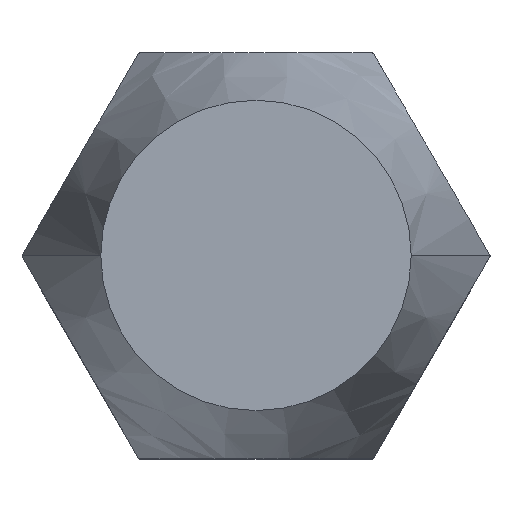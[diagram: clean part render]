
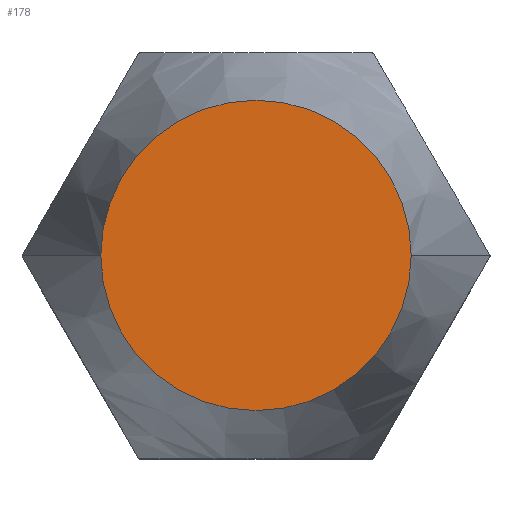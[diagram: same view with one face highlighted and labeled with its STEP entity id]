
A CAD part, top view. The second image highlights one B-rep face of the part: STEP entity #178.
In plain terms, the highlighted planar face has unit normal (0, 0, 1).
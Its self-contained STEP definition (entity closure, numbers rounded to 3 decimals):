
#178=ADVANCED_FACE('',(#451),#452,.T.);
#214=VERTEX_POINT('',#492);
#242=EDGE_CURVE('',#214,#390,#524,.T.);
#270=EDGE_CURVE('',#390,#214,#554,.T.);
#390=VERTEX_POINT('',#688);
#451=FACE_OUTER_BOUND('',#746,.T.);
#452=PLANE('',#747);
#492=CARTESIAN_POINT('',(6.5,0.,20.0));
#524=CIRCLE('',#852,6.5);
#554=CIRCLE('',#921,6.5);
#688=CARTESIAN_POINT('',(-6.5,0.,20.0));
#746=EDGE_LOOP('',(#1167,#1168));
#747=AXIS2_PLACEMENT_3D('',#1169,#1170,#1171);
#852=AXIS2_PLACEMENT_3D('',#1282,#1283,#1284);
#921=AXIS2_PLACEMENT_3D('',#1315,#1316,#1317);
#1167=ORIENTED_EDGE('',*,*,#270,.T.);
#1168=ORIENTED_EDGE('',*,*,#242,.T.);
#1169=CARTESIAN_POINT('',(-3.25,0.,20.0));
#1170=DIRECTION('',(0.0,0.0,1.0));
#1171=DIRECTION('',(-1.0,0.,0.0));
#1282=CARTESIAN_POINT('',(0.,0.,20.0));
#1283=DIRECTION('',(0.0,0.0,1.0));
#1284=DIRECTION('',(-1.0,0.,0.0));
#1315=CARTESIAN_POINT('',(0.,0.,20.0));
#1316=DIRECTION('',(0.0,0.0,1.0));
#1317=DIRECTION('',(-1.0,0.,0.0));
